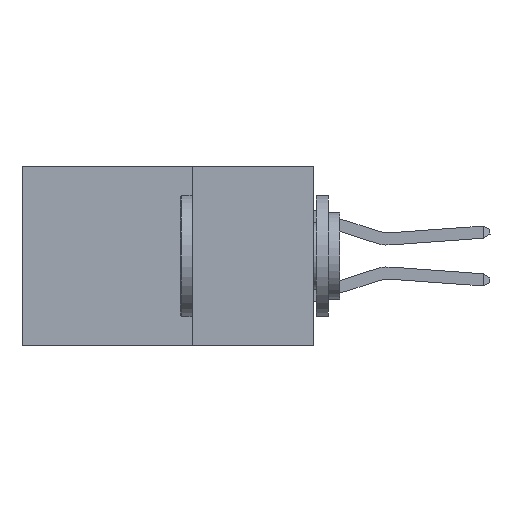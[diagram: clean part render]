
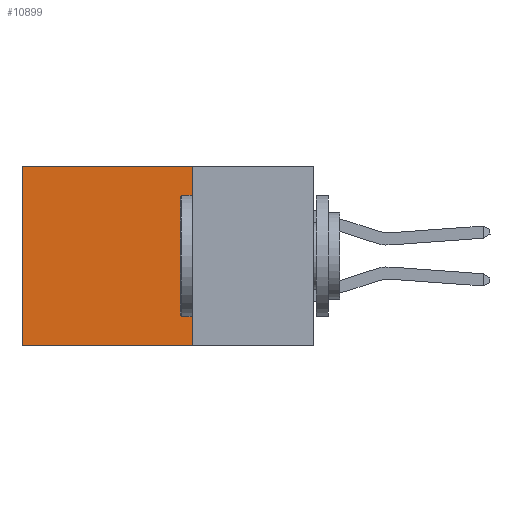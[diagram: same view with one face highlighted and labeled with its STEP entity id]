
A CAD part, left-side view. The second image highlights one B-rep face of the part: STEP entity #10899.
In plain terms, the highlighted planar face has unit normal (-1, 0, 0).
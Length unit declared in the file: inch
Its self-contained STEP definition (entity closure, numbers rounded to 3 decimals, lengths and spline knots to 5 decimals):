
#255 = AXIS2_PLACEMENT_3D ( 'NONE', #11381, #7837, #3047 ) ;
#261 = VECTOR ( 'NONE', #5322, 39.37008 ) ;
#439 = CARTESIAN_POINT ( 'NONE',  ( 0.2875, 0.6, -0.37 ) ) ;
#756 = EDGE_CURVE ( 'NONE', #4203, #11032, #12985, .T. ) ;
#895 = LINE ( 'NONE', #4939, #7640 ) ;
#978 = ORIENTED_EDGE ( 'NONE', *, *, #8701, .F. ) ;
#1499 = CARTESIAN_POINT ( 'NONE',  ( 0.2875, 0.25, -0.37 ) ) ;
#2874 = CARTESIAN_POINT ( 'NONE',  ( 0.2875, 0.25, -0.37 ) ) ;
#3047 = DIRECTION ( 'NONE',  ( 0., 0., -1. ) ) ;
#3607 = ORIENTED_EDGE ( 'NONE', *, *, #756, .T. ) ;
#4101 = CARTESIAN_POINT ( 'NONE',  ( 0.2875, 0.25, 0. ) ) ;
#4203 = VERTEX_POINT ( 'NONE', #11318 ) ;
#4329 = PLANE ( 'NONE',  #255 ) ;
#4656 = VERTEX_POINT ( 'NONE', #2874 ) ;
#4939 = CARTESIAN_POINT ( 'NONE',  ( 0.2875, 0.25, 0. ) ) ;
#5076 = DIRECTION ( 'NONE',  ( 0., 1., 0. ) ) ;
#5240 = VECTOR ( 'NONE', #5076, 39.37008 ) ;
#5322 = DIRECTION ( 'NONE',  ( 0., 1., 0. ) ) ;
#5519 = LINE ( 'NONE', #10235, #11495 ) ;
#6063 = EDGE_CURVE ( 'NONE', #4203, #4656, #895, .T. ) ;
#7640 = VECTOR ( 'NONE', #14458, 39.37008 ) ;
#7837 = DIRECTION ( 'NONE',  ( 1., 0., 0. ) ) ;
#8701 = EDGE_CURVE ( 'NONE', #4656, #12037, #14597, .T. ) ;
#9771 = EDGE_LOOP ( 'NONE', ( #14625, #978, #12587, #3607 ) ) ;
#10235 = CARTESIAN_POINT ( 'NONE',  ( 0.2875, 0.6, 0. ) ) ;
#10343 = DIRECTION ( 'NONE',  ( 0., 0., -1. ) ) ;
#10899 = ADVANCED_FACE ( 'NONE', ( #10970 ), #4329, .F. ) ;
#10970 = FACE_OUTER_BOUND ( 'NONE', #9771, .T. ) ;
#11032 = VERTEX_POINT ( 'NONE', #15308 ) ;
#11318 = CARTESIAN_POINT ( 'NONE',  ( 0.2875, 0.25, 0. ) ) ;
#11381 = CARTESIAN_POINT ( 'NONE',  ( 0.2875, 0.25, 0. ) ) ;
#11495 = VECTOR ( 'NONE', #10343, 39.37008 ) ;
#11519 = EDGE_CURVE ( 'NONE', #11032, #12037, #5519, .T. ) ;
#12037 = VERTEX_POINT ( 'NONE', #439 ) ;
#12587 = ORIENTED_EDGE ( 'NONE', *, *, #6063, .F. ) ;
#12985 = LINE ( 'NONE', #4101, #261 ) ;
#14458 = DIRECTION ( 'NONE',  ( 0., 0., -1. ) ) ;
#14597 = LINE ( 'NONE', #1499, #5240 ) ;
#14625 = ORIENTED_EDGE ( 'NONE', *, *, #11519, .T. ) ;
#15308 = CARTESIAN_POINT ( 'NONE',  ( 0.2875, 0.6, 0. ) ) ;
